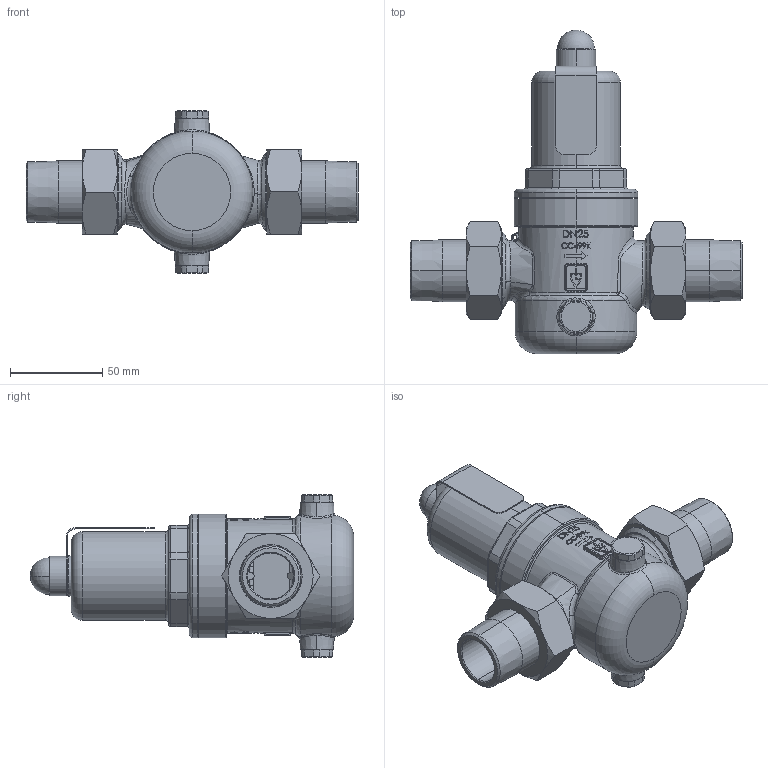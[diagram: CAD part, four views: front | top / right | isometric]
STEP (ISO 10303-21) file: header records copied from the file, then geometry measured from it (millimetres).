
FILE_DESCRIPTION (( 'STEP AP214' ), '1' );
FILE_NAME ('681 HP 25 Dummy.STEP', '2012-06-27T09:58:15', ( 'Blankenhorn' ), ( '' ), 'SwSTEP 2.0', 'SolidWorks 2011', '' );
FILE_SCHEMA (( 'AUTOMOTIVE_DESIGN' ));
Length unit declared in the file: millimetre
Products named in the file (1): 681 HP 25 Dummy
Bounding box: 180 x 175.4 x 88 mm (x, y, z)
Volume: 222999.4 mm3; surface area: 123333.4 mm2
Topology: 12 solids, 12 shells, 1003 faces, 2534 edges, 1591 vertices
Faces by surface type: plane 346, cylinder 254, bspline 213, cone 109, torus 69, sphere 12
Entity records: 58465 total; most frequent: CARTESIAN_POINT 24908, ORIENTED_EDGE 5034, DIRECTION 4164, EDGE_CURVE 2517, AXIS2_PLACEMENT_3D 1592, VERTEX_POINT 1588, EDGE_LOOP 1081, UNCERTAINTY_MEASURE_WITH_UNIT 1017
